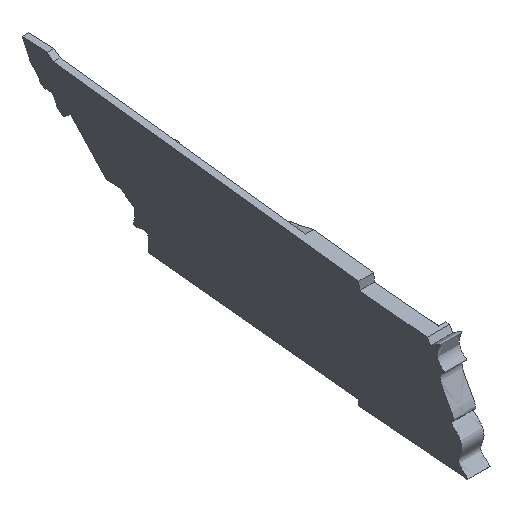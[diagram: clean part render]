
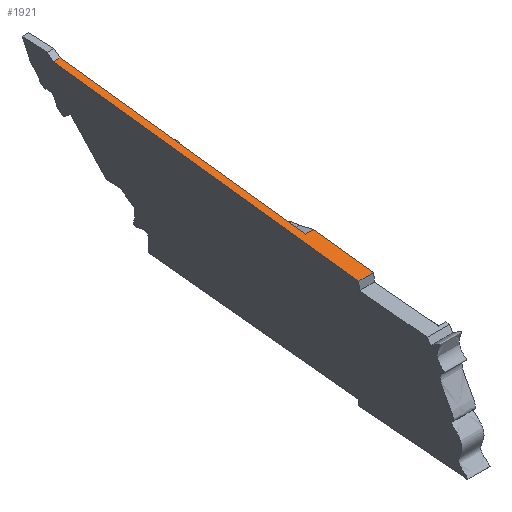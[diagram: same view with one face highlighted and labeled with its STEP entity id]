
A CAD part, isometric view. The second image highlights one B-rep face of the part: STEP entity #1921.
In plain terms, the highlighted planar face has unit normal (0, -0.121, 0.993).
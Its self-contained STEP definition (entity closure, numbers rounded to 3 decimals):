
#94=FACE_OUTER_BOUND('',#189,.T.);
#189=EDGE_LOOP('',(#1628,#1629,#1630,#1631,#1632,#1633));
#341=LINE('',#2849,#610);
#403=LINE('',#2972,#672);
#418=LINE('',#3000,#687);
#438=LINE('',#3041,#707);
#439=LINE('',#3044,#708);
#440=LINE('',#3045,#709);
#610=VECTOR('',#2255,10.);
#672=VECTOR('',#2359,10.);
#687=VECTOR('',#2376,10.);
#707=VECTOR('',#2418,10.);
#708=VECTOR('',#2421,10.);
#709=VECTOR('',#2422,10.);
#846=VERTEX_POINT('',#2845);
#848=VERTEX_POINT('',#2848);
#888=VERTEX_POINT('',#2971);
#900=VERTEX_POINT('',#2998);
#910=VERTEX_POINT('',#3039);
#911=VERTEX_POINT('',#3043);
#1064=EDGE_CURVE('',#846,#848,#341,.T.);
#1126=EDGE_CURVE('',#848,#888,#403,.T.);
#1141=EDGE_CURVE('',#900,#846,#418,.T.);
#1161=EDGE_CURVE('',#910,#888,#438,.T.);
#1162=EDGE_CURVE('',#911,#910,#439,.T.);
#1163=EDGE_CURVE('',#911,#900,#440,.T.);
#1628=ORIENTED_EDGE('',*,*,#1162,.T.);
#1629=ORIENTED_EDGE('',*,*,#1161,.T.);
#1630=ORIENTED_EDGE('',*,*,#1126,.F.);
#1631=ORIENTED_EDGE('',*,*,#1064,.F.);
#1632=ORIENTED_EDGE('',*,*,#1141,.F.);
#1633=ORIENTED_EDGE('',*,*,#1163,.F.);
#1829=PLANE('',#2030);
#1921=ADVANCED_FACE('',(#94),#1829,.T.);
#2030=AXIS2_PLACEMENT_3D('',#3042,#2419,#2420);
#2255=DIRECTION('',(1.,0.,0.));
#2359=DIRECTION('',(0.,-0.993,-0.121));
#2376=DIRECTION('',(0.,-0.993,-0.121));
#2418=DIRECTION('',(1.,0.,0.));
#2419=DIRECTION('center_axis',(0.,-0.121,0.993));
#2420=DIRECTION('ref_axis',(0.,-0.993,-0.121));
#2421=DIRECTION('',(0.,-0.993,-0.121));
#2422=DIRECTION('',(1.,0.,0.));
#2845=CARTESIAN_POINT('',(0.21,-1.389,1.355));
#2848=CARTESIAN_POINT('',(0.46,-1.389,1.355));
#2849=CARTESIAN_POINT('',(0.21,-1.389,1.355));
#2971=CARTESIAN_POINT('',(0.46,-3.237,1.13));
#2972=CARTESIAN_POINT('',(0.46,-1.389,1.355));
#2998=CARTESIAN_POINT('',(0.21,6.162,2.274));
#3000=CARTESIAN_POINT('',(0.21,6.162,2.274));
#3039=CARTESIAN_POINT('',(0.,-3.237,1.13));
#3041=CARTESIAN_POINT('',(0.,-3.237,1.13));
#3042=CARTESIAN_POINT('Origin',(0.,6.162,2.274));
#3043=CARTESIAN_POINT('',(0.,6.162,2.274));
#3044=CARTESIAN_POINT('',(0.,6.162,2.274));
#3045=CARTESIAN_POINT('',(0.,6.162,2.274));
